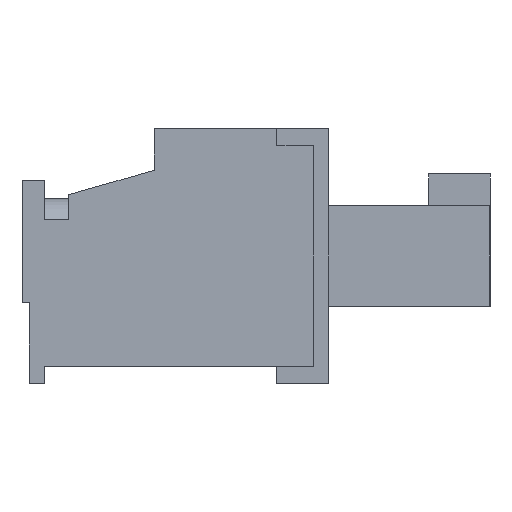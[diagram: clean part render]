
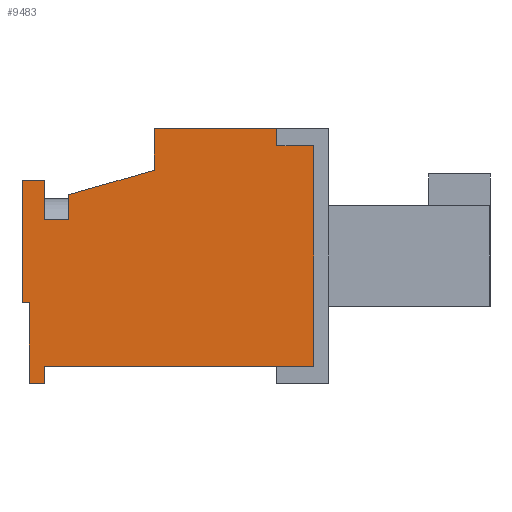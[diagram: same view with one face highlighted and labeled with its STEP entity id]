
A CAD part, left-side view. The second image highlights one B-rep face of the part: STEP entity #9483.
In plain terms, the highlighted planar face has unit normal (-1, 0, 0).
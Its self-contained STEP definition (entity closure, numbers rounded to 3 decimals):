
#369 = VERTEX_POINT ( 'NONE', #11409 ) ;
#533 = VERTEX_POINT ( 'NONE', #5866 ) ;
#926 = DIRECTION ( 'NONE',  ( 0., -1., 0. ) ) ;
#1305 = FACE_OUTER_BOUND ( 'NONE', #32348, .T. ) ;
#1787 = VERTEX_POINT ( 'NONE', #32231 ) ;
#2665 = EDGE_CURVE ( 'NONE', #33961, #533, #26259, .T. ) ;
#2676 = CARTESIAN_POINT ( 'NONE',  ( -3.5, -4.5, -3.74 ) ) ;
#2774 = VECTOR ( 'NONE', #10470, 1000. ) ;
#3102 = EDGE_CURVE ( 'NONE', #22244, #4161, #12116, .T. ) ;
#3141 = LINE ( 'NONE', #21724, #30202 ) ;
#3279 = CARTESIAN_POINT ( 'NONE',  ( -3.5, -5.2, 6.66 ) ) ;
#3389 = VERTEX_POINT ( 'NONE', #7523 ) ;
#3657 = CARTESIAN_POINT ( 'NONE',  ( -3.5, -1.5, 5.76 ) ) ;
#4161 = VERTEX_POINT ( 'NONE', #27181 ) ;
#4222 = LINE ( 'NONE', #6935, #17279 ) ;
#4251 = DIRECTION ( 'NONE',  ( 0., -1., 0. ) ) ;
#4252 = VERTEX_POINT ( 'NONE', #11809 ) ;
#4828 = LINE ( 'NONE', #6982, #25014 ) ;
#4989 = VERTEX_POINT ( 'NONE', #25472 ) ;
#5500 = EDGE_CURVE ( 'NONE', #22601, #1787, #21658, .T. ) ;
#5711 = LINE ( 'NONE', #33064, #18809 ) ;
#5736 = VECTOR ( 'NONE', #926, 1000. ) ;
#5851 = DIRECTION ( 'NONE',  ( 0., 0., 1. ) ) ;
#5866 = CARTESIAN_POINT ( 'NONE',  ( -3.5, -1.5, 4.76 ) ) ;
#5970 = VERTEX_POINT ( 'NONE', #11348 ) ;
#6052 = VECTOR ( 'NONE', #9282, 1000. ) ;
#6147 = VERTEX_POINT ( 'NONE', #22627 ) ;
#6935 = CARTESIAN_POINT ( 'NONE',  ( -3.5, 1.9, 6.36 ) ) ;
#6962 = ORIENTED_EDGE ( 'NONE', *, *, #3102, .F. ) ;
#6982 = CARTESIAN_POINT ( 'NONE',  ( -3.5, -3.1, 4.76 ) ) ;
#7335 = LINE ( 'NONE', #3279, #15075 ) ;
#7523 = CARTESIAN_POINT ( 'NONE',  ( -3.5, -3.1, 5.76 ) ) ;
#7661 = EDGE_CURVE ( 'NONE', #5970, #4989, #4222, .T. ) ;
#8221 = CARTESIAN_POINT ( 'NONE',  ( -3.5, 0.946, 5.74 ) ) ;
#8266 = CARTESIAN_POINT ( 'NONE',  ( -3.5, 4.5, 6.66 ) ) ;
#8470 = VERTEX_POINT ( 'NONE', #12396 ) ;
#9282 = DIRECTION ( 'NONE',  ( 0., 0., -1. ) ) ;
#9483 = ADVANCED_FACE ( 'NONE', ( #1305 ), #31974, .T. ) ;
#9571 = DIRECTION ( 'NONE',  ( 0., -1., 0. ) ) ;
#9740 = CARTESIAN_POINT ( 'NONE',  ( -3.5, 5.2, 5.74 ) ) ;
#9801 = VECTOR ( 'NONE', #12037, 1000. ) ;
#10244 = EDGE_CURVE ( 'NONE', #3389, #4252, #17546, .T. ) ;
#10347 = ORIENTED_EDGE ( 'NONE', *, *, #11950, .T. ) ;
#10417 = CARTESIAN_POINT ( 'NONE',  ( -3.5, -4.5, -5.24 ) ) ;
#10470 = DIRECTION ( 'NONE',  ( 0., 0., -1. ) ) ;
#10692 = EDGE_CURVE ( 'NONE', #22601, #30417, #16607, .T. ) ;
#10727 = DIRECTION ( 'NONE',  ( 0., 0., 1. ) ) ;
#10835 = DIRECTION ( 'NONE',  ( 0., 1., 0. ) ) ;
#11345 = EDGE_CURVE ( 'NONE', #6147, #8470, #3141, .T. ) ;
#11348 = CARTESIAN_POINT ( 'NONE',  ( -3.5, 1.9, 6.36 ) ) ;
#11409 = CARTESIAN_POINT ( 'NONE',  ( -3.5, 1.9, 6.66 ) ) ;
#11531 = VECTOR ( 'NONE', #32072, 1000. ) ;
#11809 = CARTESIAN_POINT ( 'NONE',  ( -3.5, -3.1, 6.66 ) ) ;
#11950 = EDGE_CURVE ( 'NONE', #22244, #25681, #33866, .T. ) ;
#11954 = CARTESIAN_POINT ( 'NONE',  ( -3.5, -4.5, -3.74 ) ) ;
#12037 = DIRECTION ( 'NONE',  ( 0., 0., 1. ) ) ;
#12116 = LINE ( 'NONE', #8221, #26222 ) ;
#12396 = CARTESIAN_POINT ( 'NONE',  ( -3.5, -3.5, 1.26 ) ) ;
#12996 = ORIENTED_EDGE ( 'NONE', *, *, #23838, .T. ) ;
#13652 = CARTESIAN_POINT ( 'NONE',  ( -3.5, 1.9, 6.661 ) ) ;
#13812 = ORIENTED_EDGE ( 'NONE', *, *, #10692, .F. ) ;
#14946 = CARTESIAN_POINT ( 'NONE',  ( -3.5, -3.1, 5.76 ) ) ;
#15075 = VECTOR ( 'NONE', #24350, 1000. ) ;
#15892 = ORIENTED_EDGE ( 'NONE', *, *, #5500, .T. ) ;
#15902 = LINE ( 'NONE', #25304, #9801 ) ;
#16607 = LINE ( 'NONE', #2676, #2774 ) ;
#16676 = VECTOR ( 'NONE', #10727, 1000. ) ;
#16773 = ORIENTED_EDGE ( 'NONE', *, *, #23335, .T. ) ;
#17072 = EDGE_CURVE ( 'NONE', #4161, #4989, #31199, .T. ) ;
#17279 = VECTOR ( 'NONE', #33104, 1000. ) ;
#17321 = AXIS2_PLACEMENT_3D ( 'NONE', #18901, #21633, #5851 ) ;
#17348 = EDGE_CURVE ( 'NONE', #4252, #369, #7335, .T. ) ;
#17546 = LINE ( 'NONE', #23870, #16676 ) ;
#17631 = DIRECTION ( 'NONE',  ( 0., 1., 0. ) ) ;
#18128 = ORIENTED_EDGE ( 'NONE', *, *, #32503, .F. ) ;
#18809 = VECTOR ( 'NONE', #30461, 1000. ) ;
#18901 = CARTESIAN_POINT ( 'NONE',  ( -3.5, 0., 0. ) ) ;
#19382 = LINE ( 'NONE', #13652, #11531 ) ;
#20082 = ORIENTED_EDGE ( 'NONE', *, *, #11345, .F. ) ;
#20576 = CARTESIAN_POINT ( 'NONE',  ( -3.5, -4.5, -3.74 ) ) ;
#21633 = DIRECTION ( 'NONE',  ( -1., 0., 0. ) ) ;
#21658 = LINE ( 'NONE', #11954, #33916 ) ;
#21724 = CARTESIAN_POINT ( 'NONE',  ( -3.5, -3.5, 1.26 ) ) ;
#21920 = CARTESIAN_POINT ( 'NONE',  ( -3.5, -3.5, 1.26 ) ) ;
#22244 = VERTEX_POINT ( 'NONE', #31558 ) ;
#22601 = VERTEX_POINT ( 'NONE', #20576 ) ;
#22627 = CARTESIAN_POINT ( 'NONE',  ( -3.5, -2.5, 4.76 ) ) ;
#22766 = ORIENTED_EDGE ( 'NONE', *, *, #27879, .F. ) ;
#23335 = EDGE_CURVE ( 'NONE', #1787, #33586, #15902, .T. ) ;
#23379 = VECTOR ( 'NONE', #17631, 1000. ) ;
#23506 = VECTOR ( 'NONE', #33438, 1000. ) ;
#23838 = EDGE_CURVE ( 'NONE', #25681, #30417, #5711, .T. ) ;
#23870 = CARTESIAN_POINT ( 'NONE',  ( -3.5, -3.1, 5.76 ) ) ;
#24125 = DIRECTION ( 'NONE',  ( 0., 0., -1. ) ) ;
#24350 = DIRECTION ( 'NONE',  ( 0., 1., 0. ) ) ;
#24404 = DIRECTION ( 'NONE',  ( 0., -0.275, -0.962 ) ) ;
#25014 = VECTOR ( 'NONE', #9571, 1000. ) ;
#25195 = CARTESIAN_POINT ( 'NONE',  ( -3.5, -1.5, 5.76 ) ) ;
#25304 = CARTESIAN_POINT ( 'NONE',  ( -3.5, -5.2, -5.24 ) ) ;
#25472 = CARTESIAN_POINT ( 'NONE',  ( -3.5, 5.2, 6.36 ) ) ;
#25681 = VERTEX_POINT ( 'NONE', #32832 ) ;
#26016 = CARTESIAN_POINT ( 'NONE',  ( -3.5, -5.2, 1.26 ) ) ;
#26150 = VECTOR ( 'NONE', #24125, 1000. ) ;
#26222 = VECTOR ( 'NONE', #10835, 1000. ) ;
#26259 = LINE ( 'NONE', #25195, #6052 ) ;
#27068 = ORIENTED_EDGE ( 'NONE', *, *, #2665, .F. ) ;
#27181 = CARTESIAN_POINT ( 'NONE',  ( -3.5, 5.2, 5.74 ) ) ;
#27879 = EDGE_CURVE ( 'NONE', #533, #6147, #4828, .T. ) ;
#27883 = ORIENTED_EDGE ( 'NONE', *, *, #27926, .F. ) ;
#27926 = EDGE_CURVE ( 'NONE', #3389, #33961, #30252, .T. ) ;
#30202 = VECTOR ( 'NONE', #24404, 1000. ) ;
#30252 = LINE ( 'NONE', #14946, #23379 ) ;
#30417 = VERTEX_POINT ( 'NONE', #10417 ) ;
#30461 = DIRECTION ( 'NONE',  ( 0., -1., 0. ) ) ;
#30757 = ORIENTED_EDGE ( 'NONE', *, *, #10244, .T. ) ;
#31199 = LINE ( 'NONE', #9740, #23506 ) ;
#31558 = CARTESIAN_POINT ( 'NONE',  ( -3.5, 4.5, 5.74 ) ) ;
#31974 = PLANE ( 'NONE',  #17321 ) ;
#32072 = DIRECTION ( 'NONE',  ( 0., 0., -1. ) ) ;
#32231 = CARTESIAN_POINT ( 'NONE',  ( -3.5, -5.2, -3.74 ) ) ;
#32348 = EDGE_LOOP ( 'NONE', ( #32751, #33091, #6962, #10347, #12996, #13812, #15892, #16773, #18128, #20082, #22766, #27068, #27883, #30757, #32846, #33686 ) ) ;
#32503 = EDGE_CURVE ( 'NONE', #8470, #33586, #33658, .T. ) ;
#32751 = ORIENTED_EDGE ( 'NONE', *, *, #7661, .T. ) ;
#32832 = CARTESIAN_POINT ( 'NONE',  ( -3.5, 4.5, -5.24 ) ) ;
#32846 = ORIENTED_EDGE ( 'NONE', *, *, #17348, .T. ) ;
#33064 = CARTESIAN_POINT ( 'NONE',  ( -3.5, 4.5, -5.24 ) ) ;
#33091 = ORIENTED_EDGE ( 'NONE', *, *, #17072, .F. ) ;
#33104 = DIRECTION ( 'NONE',  ( 0., 1., 0. ) ) ;
#33438 = DIRECTION ( 'NONE',  ( 0., 0., 1. ) ) ;
#33586 = VERTEX_POINT ( 'NONE', #26016 ) ;
#33658 = LINE ( 'NONE', #21920, #5736 ) ;
#33686 = ORIENTED_EDGE ( 'NONE', *, *, #33838, .T. ) ;
#33838 = EDGE_CURVE ( 'NONE', #369, #5970, #19382, .T. ) ;
#33866 = LINE ( 'NONE', #8266, #26150 ) ;
#33916 = VECTOR ( 'NONE', #4251, 1000. ) ;
#33961 = VERTEX_POINT ( 'NONE', #3657 ) ;
